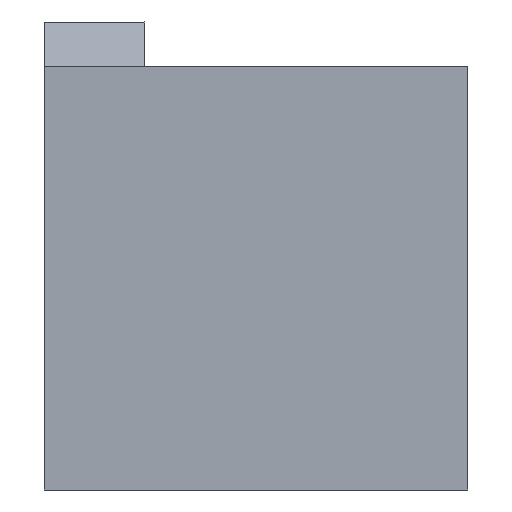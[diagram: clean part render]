
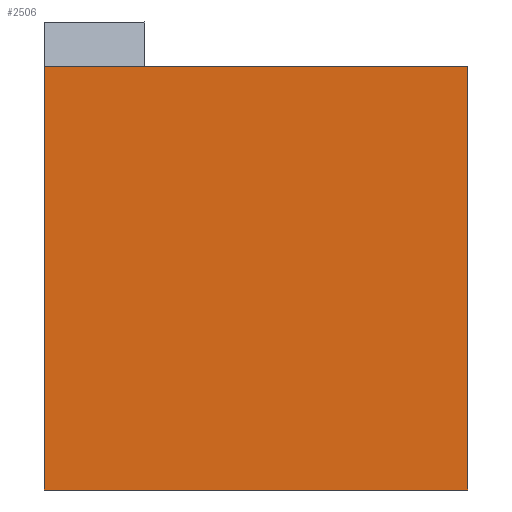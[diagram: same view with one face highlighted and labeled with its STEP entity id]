
A CAD part, front view. The second image highlights one B-rep face of the part: STEP entity #2506.
In plain terms, the highlighted planar face has unit normal (0, -1, 0).
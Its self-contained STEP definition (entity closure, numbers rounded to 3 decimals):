
#1970=CARTESIAN_POINT('',(-1.331,-150.,-25.0));
#1971=VERTEX_POINT('',#1970);
#1978=CARTESIAN_POINT('',(-1.331,-150.,0.0));
#1979=VERTEX_POINT('',#1978);
#1980=CARTESIAN_POINT('',(-1.331,-150.,-12.6));
#1981=DIRECTION('',(0.0,0.0,-1.0));
#1982=VECTOR('',#1981,1.0);
#1983=LINE('',#1980,#1982);
#1984=EDGE_CURVE('n� 4884',#1979,#1971,#1983,.T.);
#2460=CARTESIAN_POINT('',(23.669,-150.,-25.0));
#2461=VERTEX_POINT('',#2460);
#2468=CARTESIAN_POINT('',(11.269,-150.,-25.0));
#2469=DIRECTION('',(-1.0,0.0,0.0));
#2470=VECTOR('',#2469,1.0);
#2471=LINE('',#2468,#2470);
#2472=EDGE_CURVE('n� 5245',#2461,#1971,#2471,.T.);
#2483=ORIENTED_EDGE('',*,*,#1984,.T.);
#2484=ORIENTED_EDGE('',*,*,#2472,.F.);
#2485=CARTESIAN_POINT('',(23.669,-150.,0.0));
#2486=VERTEX_POINT('',#2485);
#2487=CARTESIAN_POINT('',(23.669,-150.,-12.6));
#2488=DIRECTION('',(0.0,0.0,-1.0));
#2489=VECTOR('',#2488,1.0);
#2490=LINE('',#2487,#2489);
#2491=EDGE_CURVE('n� 5260',#2486,#2461,#2490,.T.);
#2492=ORIENTED_EDGE('',*,*,#2491,.F.);
#2493=CARTESIAN_POINT('',(11.269,-150.,0.0));
#2494=DIRECTION('',(-1.0,0.0,0.0));
#2495=VECTOR('',#2494,1.0);
#2496=LINE('',#2493,#2495);
#2497=EDGE_CURVE('n� 5264',#2486,#1979,#2496,.T.);
#2498=ORIENTED_EDGE('',*,*,#2497,.T.);
#2499=EDGE_LOOP('',(#2483,#2484,#2492,#2498));
#2500=FACE_OUTER_BOUND('',#2499,.T.);
#2501=CARTESIAN_POINT('',(11.269,-150.,-12.6));
#2502=DIRECTION('',(0.0,1.0,0.0));
#2503=DIRECTION('',(-1.0,0.0,0.0));
#2504=AXIS2_PLACEMENT_3D('',#2501,#2502,#2503);
#2505=PLANE('',#2504);
#2506=ADVANCED_FACE('n� 5249',(#2500),#2505,.F.);
